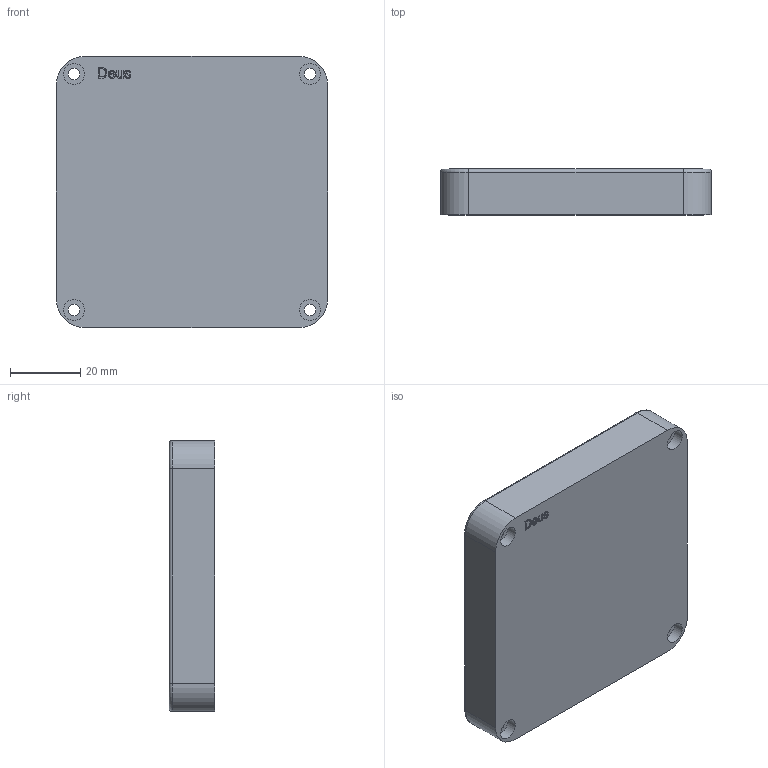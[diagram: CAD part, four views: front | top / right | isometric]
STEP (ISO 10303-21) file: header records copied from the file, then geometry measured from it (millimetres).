
FILE_DESCRIPTION(/* description */ (''),/* implementation_level */ '2;1');
FILE_NAME(/* name */ 'Keeb case.step',/* time_stamp */ '2025-12-21T18:27:27-07:00',/* author */ (''),/* organization */ (''),/* preprocessor_version */ 'ST-DEVELOPER v20.1',/* originating_system */ 'Autodesk Translation Framework v14.21.0.0',/* authorisation */ '');
FILE_SCHEMA (('AUTOMOTIVE_DESIGN { 1 0 10303 214 3 1 1 }'));
Length unit declared in the file: millimetre
Products named in the file (1): 2025-12-20-19-59-13-803
Bounding box: 77.34 x 13 x 77.34 mm (x, y, z)
Volume: 40922.2 mm3; surface area: 18168.4 mm2
Topology: 1 solids, 1 shells, 206 faces, 542 edges, 348 vertices
Faces by surface type: bspline 123, plane 43, cylinder 36, torus 4
Full cylindrical faces by diameter (mm): 3.4 x4, 6 x4
Entity records: 8785 total; most frequent: CARTESIAN_POINT 4292, ORIENTED_EDGE 1084, DIRECTION 652, EDGE_CURVE 542, VERTEX_POINT 348, EDGE_LOOP 224, AXIS2_PLACEMENT_3D 224, FACE_OUTER_BOUND 206
